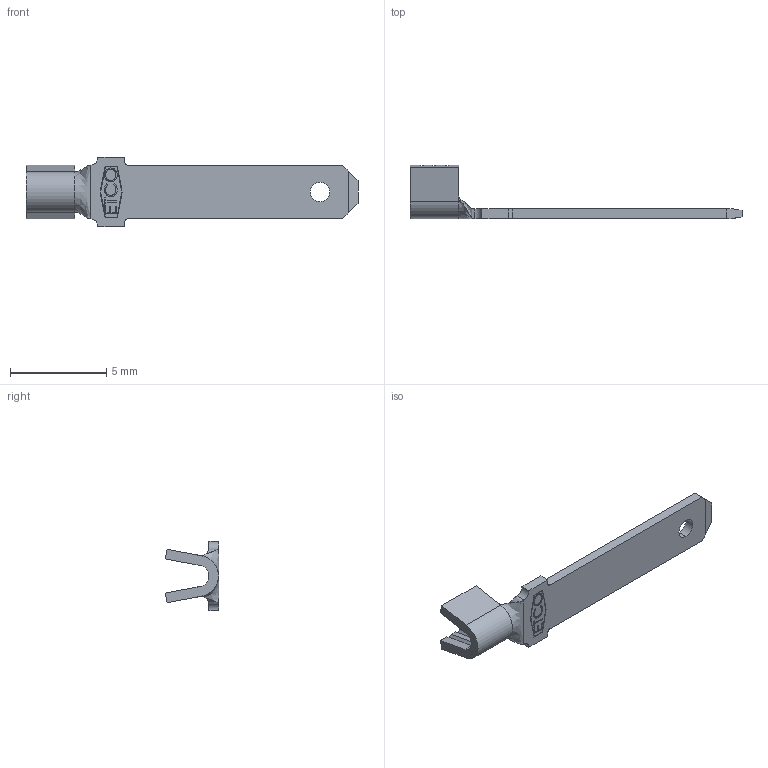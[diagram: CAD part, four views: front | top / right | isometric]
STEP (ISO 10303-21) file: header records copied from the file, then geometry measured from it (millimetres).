
FILE_DESCRIPTION (( 'STEP AP203' ), '1' );
FILE_NAME ('07914.STEP', '2015-01-29T16:03:33', ( '' ), ( '' ), 'SwSTEP 2.0', 'SolidWorks 2014', '' );
FILE_SCHEMA (( 'CONFIG_CONTROL_DESIGN' ));
Length unit declared in the file: inch
Products named in the file (1): 07914
Bounding box: 17.27 x 2.77 x 3.61 mm (x, y, z)
Volume: 27.8 mm3; surface area: 139.7 mm2
Topology: 1 solids, 1 shells, 123 faces, 325 edges, 210 vertices
Faces by surface type: plane 83, bspline 23, cylinder 11, cone 6
Entity records: 5291 total; most frequent: CARTESIAN_POINT 2314, ORIENTED_EDGE 650, DIRECTION 503, EDGE_CURVE 325, LINE 247, VECTOR 247, VERTEX_POINT 210, EDGE_LOOP 131
